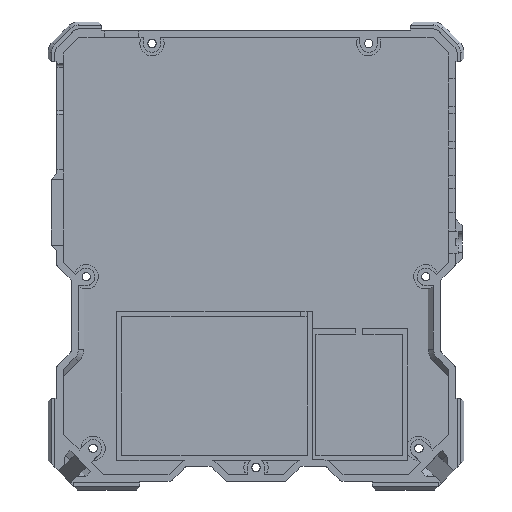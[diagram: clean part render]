
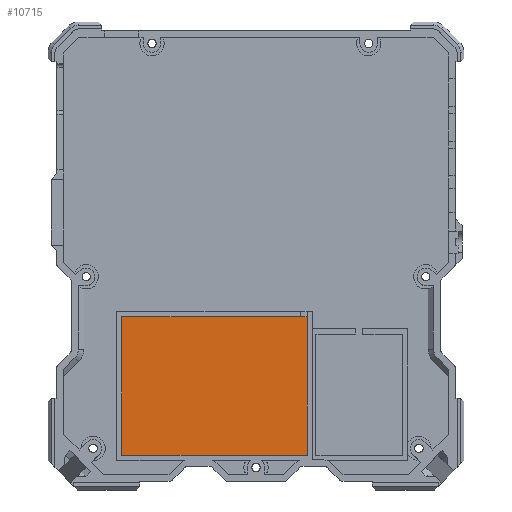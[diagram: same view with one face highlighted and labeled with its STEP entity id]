
A CAD part, top view. The second image highlights one B-rep face of the part: STEP entity #10715.
In plain terms, the highlighted planar face has unit normal (0, 0, 1).
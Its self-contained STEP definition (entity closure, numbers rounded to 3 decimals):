
#5658 = VERTEX_POINT('',#5659);
#5659 = CARTESIAN_POINT('',(14.8,-57.5,1.5));
#5665 = EDGE_CURVE('',#5658,#5666,#5668,.T.);
#5666 = VERTEX_POINT('',#5667);
#5667 = CARTESIAN_POINT('',(14.8,-17.5,1.5));
#5668 = LINE('',#5669,#5670);
#5669 = CARTESIAN_POINT('',(14.8,-9.732,1.5));
#5670 = VECTOR('',#5671,1.);
#5671 = DIRECTION('',(0.,1.,0.));
#5697 = EDGE_CURVE('',#5698,#5658,#5700,.T.);
#5698 = VERTEX_POINT('',#5699);
#5699 = CARTESIAN_POINT('',(0.,-57.5,1.5));
#5700 = LINE('',#5701,#5702);
#5701 = CARTESIAN_POINT('',(7.4,-57.5,1.5));
#5702 = VECTOR('',#5703,1.);
#5703 = DIRECTION('',(1.,0.,0.));
#5708 = VERTEX_POINT('',#5709);
#5709 = CARTESIAN_POINT('',(-38.7,-57.5,1.5));
#5715 = EDGE_CURVE('',#5708,#5698,#5716,.T.);
#5716 = LINE('',#5717,#5718);
#5717 = CARTESIAN_POINT('',(7.4,-57.5,1.5));
#5718 = VECTOR('',#5719,1.);
#5719 = DIRECTION('',(1.,0.,0.));
#5729 = EDGE_CURVE('',#5730,#5708,#5732,.T.);
#5730 = VERTEX_POINT('',#5731);
#5731 = CARTESIAN_POINT('',(-38.7,-17.5,1.5));
#5732 = LINE('',#5733,#5734);
#5733 = CARTESIAN_POINT('',(-38.7,-30.482,1.5));
#5734 = VECTOR('',#5735,1.);
#5735 = DIRECTION('',(0.,-1.,0.));
#5753 = EDGE_CURVE('',#5666,#5730,#5754,.T.);
#5754 = LINE('',#5755,#5756);
#5755 = CARTESIAN_POINT('',(6.4,-17.5,1.5));
#5756 = VECTOR('',#5757,1.);
#5757 = DIRECTION('',(-1.,0.,0.));
#10715 = ADVANCED_FACE('',(#10716),#10723,.T.);
#10716 = FACE_BOUND('',#10717,.T.);
#10717 = EDGE_LOOP('',(#10718,#10719,#10720,#10721,#10722));
#10718 = ORIENTED_EDGE('',*,*,#5729,.T.);
#10719 = ORIENTED_EDGE('',*,*,#5715,.T.);
#10720 = ORIENTED_EDGE('',*,*,#5697,.T.);
#10721 = ORIENTED_EDGE('',*,*,#5665,.T.);
#10722 = ORIENTED_EDGE('',*,*,#5753,.T.);
#10723 = PLANE('',#10724);
#10724 = AXIS2_PLACEMENT_3D('',#10725,#10726,#10727);
#10725 = CARTESIAN_POINT('',(0.,-3.464,1.5));
#10726 = DIRECTION('',(0.,0.,1.));
#10727 = DIRECTION('',(1.,0.,0.));
